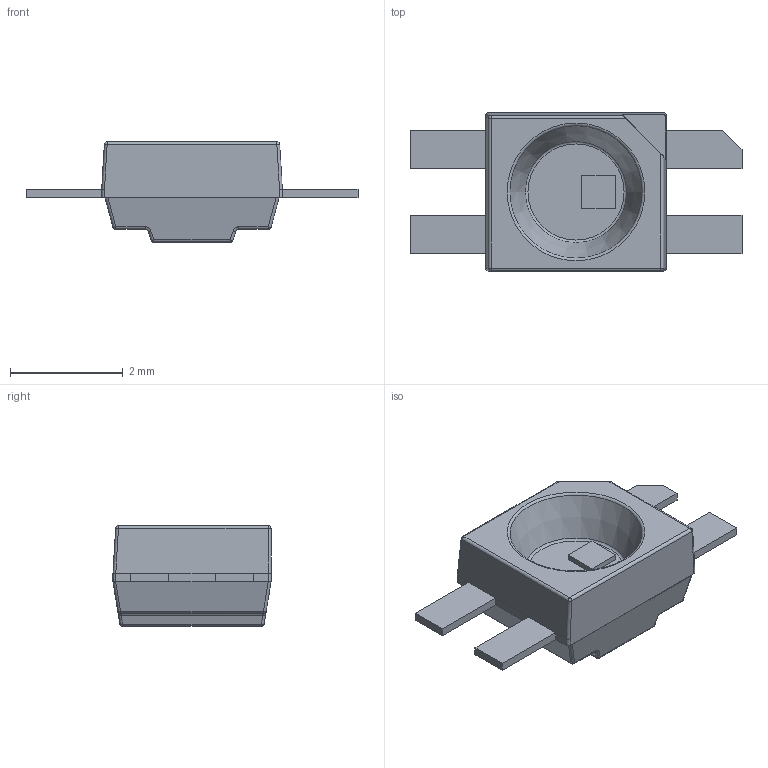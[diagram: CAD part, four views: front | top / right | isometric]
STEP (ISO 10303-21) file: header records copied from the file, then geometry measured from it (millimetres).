
FILE_DESCRIPTION(/* description */ (''),/* implementation_level */ '2;1');
FILE_NAME(/* name */ 'LED_SK6812MINI-E v1-mirror.step',/* time_stamp */ '2022-05-19T14:52:28+02:00',/* author */ (''),/* organization */ (''),/* preprocessor_version */ 'ST-DEVELOPER v18.1',/* originating_system */ 'Autodesk Translation Framework v10.14.0.1471',/* authorisation */ '');
FILE_SCHEMA (('AUTOMOTIVE_DESIGN { 1 0 10303 214 3 1 1 }'));
Length unit declared in the file: millimetre
Products named in the file (1): LED_SK6812MINI-E
Bounding box: 5.88 x 2.8 x 1.78 mm (x, y, z)
Volume: 11.6 mm3; surface area: 48.6 mm2
Topology: 5 solids, 5 shells, 116 faces, 254 edges, 151 vertices
Faces by surface type: plane 53, cylinder 40, sphere 13, torus 4, bspline 4, cone 2
Entity records: 3269 total; most frequent: CARTESIAN_POINT 618, DIRECTION 572, ORIENTED_EDGE 508, EDGE_CURVE 254, AXIS2_PLACEMENT_3D 205, LINE 162, VECTOR 162, VERTEX_POINT 151
